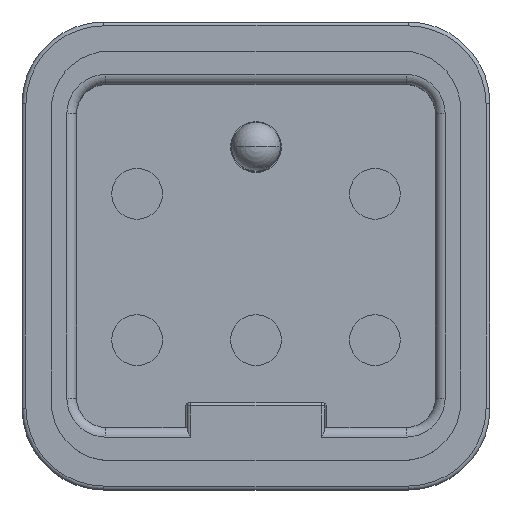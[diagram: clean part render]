
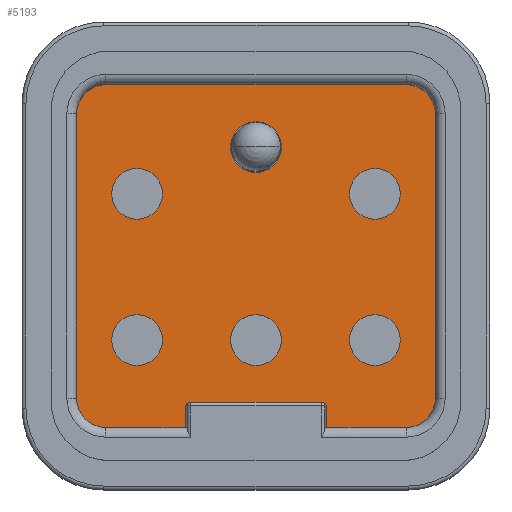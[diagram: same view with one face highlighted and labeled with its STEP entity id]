
A CAD part, top view. The second image highlights one B-rep face of the part: STEP entity #5193.
In plain terms, the highlighted planar face has unit normal (0, 0, 1).
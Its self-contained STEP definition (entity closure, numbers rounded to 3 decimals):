
#653=DIRECTION('',(0.,1.,0.));
#654=VECTOR('',#653,1.1);
#655=CARTESIAN_POINT('',(-3.6,-8.8,16.1));
#656=LINE('',#655,#654);
#657=DIRECTION('',(1.,0.,0.));
#658=VECTOR('',#657,4.1);
#659=CARTESIAN_POINT('',(-7.7,-8.8,16.1));
#660=LINE('',#659,#658);
#673=DIRECTION('',(0.,-1.,0.));
#674=VECTOR('',#673,14.6);
#675=CARTESIAN_POINT('',(-9.2,7.3,16.1));
#676=LINE('',#675,#674);
#677=CARTESIAN_POINT('',(7.7,-7.3,16.1));
#678=DIRECTION('',(0.,0.,-1.));
#679=DIRECTION('',(1.,0.,0.));
#680=AXIS2_PLACEMENT_3D('',#677,#678,#679);
#682=CARTESIAN_POINT('',(-7.7,-7.3,16.1));
#683=DIRECTION('',(0.,0.,-1.));
#684=DIRECTION('',(0.,-1.,0.));
#685=AXIS2_PLACEMENT_3D('',#682,#683,#684);
#687=CARTESIAN_POINT('',(-7.7,7.3,16.1));
#688=DIRECTION('',(0.,0.,-1.));
#689=DIRECTION('',(-1.,0.,0.));
#690=AXIS2_PLACEMENT_3D('',#687,#688,#689);
#692=CARTESIAN_POINT('',(7.7,7.3,16.1));
#693=DIRECTION('',(0.,0.,-1.));
#694=DIRECTION('',(0.,1.,0.));
#695=AXIS2_PLACEMENT_3D('',#692,#693,#694);
#697=CARTESIAN_POINT('',(0.,-4.3,16.1));
#698=DIRECTION('',(0.,0.,1.));
#699=DIRECTION('',(1.,0.,0.));
#700=AXIS2_PLACEMENT_3D('',#697,#698,#699);
#702=CARTESIAN_POINT('',(0.,-4.3,16.1));
#703=DIRECTION('',(0.,0.,1.));
#704=DIRECTION('',(-1.,0.,0.));
#705=AXIS2_PLACEMENT_3D('',#702,#703,#704);
#707=CARTESIAN_POINT('',(-6.1,3.2,16.1));
#708=DIRECTION('',(0.,0.,1.));
#709=DIRECTION('',(1.,0.,0.));
#710=AXIS2_PLACEMENT_3D('',#707,#708,#709);
#712=CARTESIAN_POINT('',(-6.1,3.2,16.1));
#713=DIRECTION('',(0.,0.,1.));
#714=DIRECTION('',(-1.,0.,0.));
#715=AXIS2_PLACEMENT_3D('',#712,#713,#714);
#717=CARTESIAN_POINT('',(6.1,3.2,16.1));
#718=DIRECTION('',(0.,0.,1.));
#719=DIRECTION('',(1.,0.,0.));
#720=AXIS2_PLACEMENT_3D('',#717,#718,#719);
#722=CARTESIAN_POINT('',(6.1,3.2,16.1));
#723=DIRECTION('',(0.,0.,1.));
#724=DIRECTION('',(-1.,0.,0.));
#725=AXIS2_PLACEMENT_3D('',#722,#723,#724);
#727=CARTESIAN_POINT('',(0.,5.6,16.1));
#728=DIRECTION('',(0.,0.,1.));
#729=DIRECTION('',(1.,0.,0.));
#730=AXIS2_PLACEMENT_3D('',#727,#728,#729);
#732=CARTESIAN_POINT('',(0.,5.6,16.1));
#733=DIRECTION('',(0.,0.,1.));
#734=DIRECTION('',(-1.,0.,0.));
#735=AXIS2_PLACEMENT_3D('',#732,#733,#734);
#737=CARTESIAN_POINT('',(6.1,-4.3,16.1));
#738=DIRECTION('',(0.,0.,1.));
#739=DIRECTION('',(1.,0.,0.));
#740=AXIS2_PLACEMENT_3D('',#737,#738,#739);
#742=CARTESIAN_POINT('',(6.1,-4.3,16.1));
#743=DIRECTION('',(0.,0.,1.));
#744=DIRECTION('',(-1.,0.,0.));
#745=AXIS2_PLACEMENT_3D('',#742,#743,#744);
#747=CARTESIAN_POINT('',(-6.1,-4.3,16.1));
#748=DIRECTION('',(0.,0.,1.));
#749=DIRECTION('',(1.,0.,0.));
#750=AXIS2_PLACEMENT_3D('',#747,#748,#749);
#752=CARTESIAN_POINT('',(-6.1,-4.3,16.1));
#753=DIRECTION('',(0.,0.,1.));
#754=DIRECTION('',(-1.,0.,0.));
#755=AXIS2_PLACEMENT_3D('',#752,#753,#754);
#757=DIRECTION('',(0.,1.,0.));
#758=VECTOR('',#757,14.6);
#759=CARTESIAN_POINT('',(9.2,-7.3,16.1));
#760=LINE('',#759,#758);
#769=DIRECTION('',(-1.,0.,0.));
#770=VECTOR('',#769,15.4);
#771=CARTESIAN_POINT('',(7.7,8.8,16.1));
#772=LINE('',#771,#770);
#879=DIRECTION('',(0.,-1.,0.));
#880=VECTOR('',#879,1.1);
#881=CARTESIAN_POINT('',(3.6,-7.7,16.1));
#882=LINE('',#881,#880);
#887=DIRECTION('',(1.,0.,0.));
#888=VECTOR('',#887,4.1);
#889=CARTESIAN_POINT('',(3.6,-8.8,16.1));
#890=LINE('',#889,#888);
#957=CARTESIAN_POINT('',(-3.6,-7.7,16.1));
#958=CARTESIAN_POINT('',(-3.6,-7.667,16.1));
#959=CARTESIAN_POINT('',(-3.586,-7.614,16.1));
#960=CARTESIAN_POINT('',(-3.544,-7.556,16.1));
#961=CARTESIAN_POINT('',(-3.486,-7.514,16.1));
#962=CARTESIAN_POINT('',(-3.433,-7.5,16.1));
#963=CARTESIAN_POINT('',(-3.4,-7.5,16.1));
#969=DIRECTION('',(1.,0.,0.));
#970=VECTOR('',#969,6.8);
#971=CARTESIAN_POINT('',(-3.4,-7.5,16.1));
#972=LINE('',#971,#970);
#981=CARTESIAN_POINT('',(3.4,-7.5,16.1));
#982=CARTESIAN_POINT('',(3.433,-7.5,16.1));
#983=CARTESIAN_POINT('',(3.486,-7.514,16.1));
#984=CARTESIAN_POINT('',(3.544,-7.556,16.1));
#985=CARTESIAN_POINT('',(3.586,-7.614,16.1));
#986=CARTESIAN_POINT('',(3.6,-7.667,16.1));
#987=CARTESIAN_POINT('',(3.6,-7.7,16.1));
#3505=CARTESIAN_POINT('',(-3.6,-8.8,16.1));
#3506=VERTEX_POINT('',#3505);
#3507=CARTESIAN_POINT('',(-3.6,-7.7,16.1));
#3508=VERTEX_POINT('',#3507);
#3509=CARTESIAN_POINT('',(-7.7,-8.8,16.1));
#3510=VERTEX_POINT('',#3509);
#3512=CARTESIAN_POINT('',(-9.2,-7.3,16.1));
#3514=VERTEX_POINT('',#3512);
#3515=CARTESIAN_POINT('',(-9.2,7.3,16.1));
#3516=VERTEX_POINT('',#3515);
#3519=CARTESIAN_POINT('',(9.2,-7.3,16.1));
#3520=CARTESIAN_POINT('',(9.2,7.3,16.1));
#3521=VERTEX_POINT('',#3519);
#3522=VERTEX_POINT('',#3520);
#3523=CARTESIAN_POINT('',(7.7,-8.8,16.1));
#3524=VERTEX_POINT('',#3523);
#3525=CARTESIAN_POINT('',(3.6,-8.8,16.1));
#3526=VERTEX_POINT('',#3525);
#3527=CARTESIAN_POINT('',(3.6,-7.7,16.1));
#3528=VERTEX_POINT('',#3527);
#3529=VERTEX_POINT('',#981);
#3530=CARTESIAN_POINT('',(-3.4,-7.5,16.1));
#3531=VERTEX_POINT('',#3530);
#3532=CARTESIAN_POINT('',(-7.7,8.8,16.1));
#3533=VERTEX_POINT('',#3532);
#3534=CARTESIAN_POINT('',(7.7,8.8,16.1));
#3535=VERTEX_POINT('',#3534);
#3536=CARTESIAN_POINT('',(1.3,-4.3,16.1));
#3537=CARTESIAN_POINT('',(-1.3,-4.3,16.1));
#3538=VERTEX_POINT('',#3536);
#3539=VERTEX_POINT('',#3537);
#3540=CARTESIAN_POINT('',(-4.8,3.2,16.1));
#3541=CARTESIAN_POINT('',(-7.4,3.2,16.1));
#3542=VERTEX_POINT('',#3540);
#3543=VERTEX_POINT('',#3541);
#3544=CARTESIAN_POINT('',(7.4,3.2,16.1));
#3545=CARTESIAN_POINT('',(4.8,3.2,16.1));
#3546=VERTEX_POINT('',#3544);
#3547=VERTEX_POINT('',#3545);
#3548=CARTESIAN_POINT('',(1.3,5.6,16.1));
#3549=CARTESIAN_POINT('',(-1.3,5.6,16.1));
#3550=VERTEX_POINT('',#3548);
#3551=VERTEX_POINT('',#3549);
#3552=CARTESIAN_POINT('',(7.4,-4.3,16.1));
#3553=CARTESIAN_POINT('',(4.8,-4.3,16.1));
#3554=VERTEX_POINT('',#3552);
#3555=VERTEX_POINT('',#3553);
#3556=CARTESIAN_POINT('',(-4.8,-4.3,16.1));
#3557=CARTESIAN_POINT('',(-7.4,-4.3,16.1));
#3558=VERTEX_POINT('',#3556);
#3559=VERTEX_POINT('',#3557);
#5126=CARTESIAN_POINT('',(0.,0.,16.1));
#5127=DIRECTION('',(0.,0.,-1.));
#5128=DIRECTION('',(1.,0.,0.));
#5129=AXIS2_PLACEMENT_3D('',#5126,#5127,#5128);
#5130=PLANE('',#5129);
#5132=ORIENTED_EDGE('',*,*,#5131,.F.);
#5134=ORIENTED_EDGE('',*,*,#5133,.T.);
#5136=ORIENTED_EDGE('',*,*,#5135,.F.);
#5138=ORIENTED_EDGE('',*,*,#5137,.F.);
#5140=ORIENTED_EDGE('',*,*,#5139,.F.);
#5142=ORIENTED_EDGE('',*,*,#5141,.F.);
#5144=ORIENTED_EDGE('',*,*,#5143,.F.);
#5145=ORIENTED_EDGE('',*,*,#5075,.F.);
#5146=ORIENTED_EDGE('',*,*,#5089,.F.);
#5147=ORIENTED_EDGE('',*,*,#5103,.T.);
#5148=ORIENTED_EDGE('',*,*,#5116,.F.);
#5150=ORIENTED_EDGE('',*,*,#5149,.T.);
#5152=ORIENTED_EDGE('',*,*,#5151,.F.);
#5154=ORIENTED_EDGE('',*,*,#5153,.T.);
#5155=EDGE_LOOP('',(#5132,#5134,#5136,#5138,#5140,#5142,#5144,#5145,#5146,#5147,
#5148,#5150,#5152,#5154));
#5156=FACE_OUTER_BOUND('',#5155,.F.);
#5158=ORIENTED_EDGE('',*,*,#5157,.T.);
#5160=ORIENTED_EDGE('',*,*,#5159,.T.);
#5161=EDGE_LOOP('',(#5158,#5160));
#5162=FACE_BOUND('',#5161,.F.);
#5164=ORIENTED_EDGE('',*,*,#5163,.T.);
#5166=ORIENTED_EDGE('',*,*,#5165,.T.);
#5167=EDGE_LOOP('',(#5164,#5166));
#5168=FACE_BOUND('',#5167,.F.);
#5170=ORIENTED_EDGE('',*,*,#5169,.T.);
#5172=ORIENTED_EDGE('',*,*,#5171,.T.);
#5173=EDGE_LOOP('',(#5170,#5172));
#5174=FACE_BOUND('',#5173,.F.);
#5176=ORIENTED_EDGE('',*,*,#5175,.T.);
#5178=ORIENTED_EDGE('',*,*,#5177,.T.);
#5179=EDGE_LOOP('',(#5176,#5178));
#5180=FACE_BOUND('',#5179,.F.);
#5182=ORIENTED_EDGE('',*,*,#5181,.T.);
#5184=ORIENTED_EDGE('',*,*,#5183,.T.);
#5185=EDGE_LOOP('',(#5182,#5184));
#5186=FACE_BOUND('',#5185,.F.);
#5188=ORIENTED_EDGE('',*,*,#5187,.T.);
#5190=ORIENTED_EDGE('',*,*,#5189,.T.);
#5191=EDGE_LOOP('',(#5188,#5190));
#5192=FACE_BOUND('',#5191,.F.);
#5193=ADVANCED_FACE('',(#5156,#5162,#5168,#5174,#5180,#5186,#5192),#5130,.F.);
#681=CIRCLE('',#680,1.5);
#686=CIRCLE('',#685,1.5);
#691=CIRCLE('',#690,1.5);
#696=CIRCLE('',#695,1.5);
#701=CIRCLE('',#700,1.3);
#706=CIRCLE('',#705,1.3);
#711=CIRCLE('',#710,1.3);
#716=CIRCLE('',#715,1.3);
#721=CIRCLE('',#720,1.3);
#726=CIRCLE('',#725,1.3);
#731=CIRCLE('',#730,1.3);
#736=CIRCLE('',#735,1.3);
#741=CIRCLE('',#740,1.3);
#746=CIRCLE('',#745,1.3);
#751=CIRCLE('',#750,1.3);
#756=CIRCLE('',#755,1.3);
#964=B_SPLINE_CURVE_WITH_KNOTS('',3,(#957,#958,#959,#960,#961,#962,#963),
.UNSPECIFIED.,.F.,.F.,(4,1,1,1,4),(0.,0.25,0.5,0.75,1.),
.UNSPECIFIED.);
#988=B_SPLINE_CURVE_WITH_KNOTS('',3,(#981,#982,#983,#984,#985,#986,#987),
.UNSPECIFIED.,.F.,.F.,(4,1,1,1,4),(0.,0.25,0.5,0.75,1.),
.UNSPECIFIED.);
#5075=EDGE_CURVE('',#3506,#3508,#656,.T.);
#5089=EDGE_CURVE('',#3510,#3506,#660,.T.);
#5103=EDGE_CURVE('',#3510,#3514,#686,.T.);
#5116=EDGE_CURVE('',#3516,#3514,#676,.T.);
#5131=EDGE_CURVE('',#3521,#3522,#760,.T.);
#5133=EDGE_CURVE('',#3521,#3524,#681,.T.);
#5135=EDGE_CURVE('',#3526,#3524,#890,.T.);
#5137=EDGE_CURVE('',#3528,#3526,#882,.T.);
#5139=EDGE_CURVE('',#3529,#3528,#988,.T.);
#5141=EDGE_CURVE('',#3531,#3529,#972,.T.);
#5143=EDGE_CURVE('',#3508,#3531,#964,.T.);
#5149=EDGE_CURVE('',#3516,#3533,#691,.T.);
#5151=EDGE_CURVE('',#3535,#3533,#772,.T.);
#5153=EDGE_CURVE('',#3535,#3522,#696,.T.);
#5157=EDGE_CURVE('',#3538,#3539,#701,.T.);
#5159=EDGE_CURVE('',#3539,#3538,#706,.T.);
#5163=EDGE_CURVE('',#3542,#3543,#711,.T.);
#5165=EDGE_CURVE('',#3543,#3542,#716,.T.);
#5169=EDGE_CURVE('',#3546,#3547,#721,.T.);
#5171=EDGE_CURVE('',#3547,#3546,#726,.T.);
#5175=EDGE_CURVE('',#3550,#3551,#731,.T.);
#5177=EDGE_CURVE('',#3551,#3550,#736,.T.);
#5181=EDGE_CURVE('',#3554,#3555,#741,.T.);
#5183=EDGE_CURVE('',#3555,#3554,#746,.T.);
#5187=EDGE_CURVE('',#3558,#3559,#751,.T.);
#5189=EDGE_CURVE('',#3559,#3558,#756,.T.);
